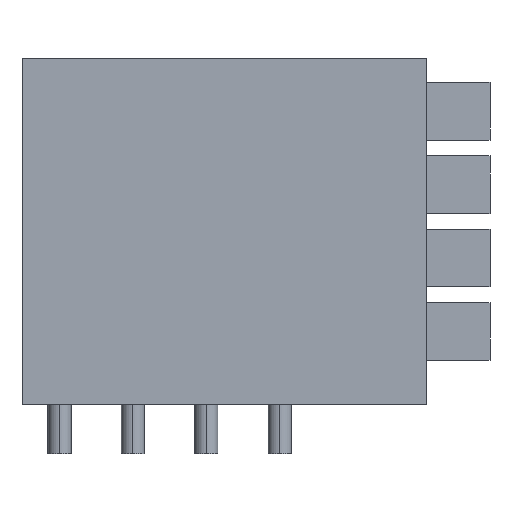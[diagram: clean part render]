
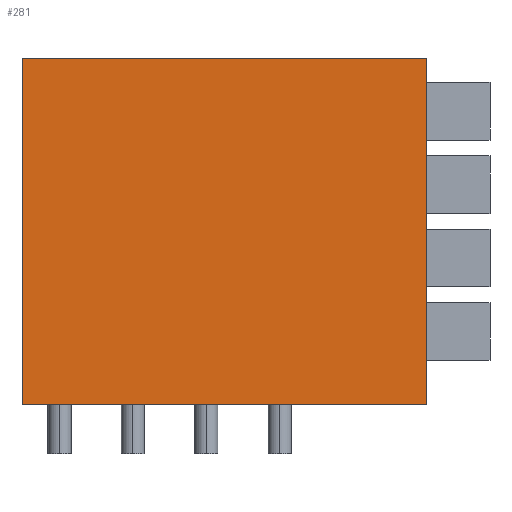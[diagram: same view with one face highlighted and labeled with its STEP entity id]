
A CAD part, left-side view. The second image highlights one B-rep face of the part: STEP entity #281.
In plain terms, the highlighted planar face has unit normal (-1, 0, 0).
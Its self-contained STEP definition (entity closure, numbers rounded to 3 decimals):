
#75 = VECTOR ( 'NONE', #1813, 1000. ) ;
#81 = VECTOR ( 'NONE', #525, 1000. ) ;
#107 = LINE ( 'NONE', #1839, #117 ) ;
#114 = LINE ( 'NONE', #1845, #75 ) ;
#117 = VECTOR ( 'NONE', #1822, 1000. ) ;
#278 = LINE ( 'NONE', #577, #358 ) ;
#281 = ADVANCED_FACE ( 'NONE', ( #2179 ), #1261, .F. ) ;
#358 = VECTOR ( 'NONE', #561, 1000. ) ;
#371 = LINE ( 'NONE', #556, #81 ) ;
#389 = EDGE_CURVE ( 'NONE', #1346, #1198, #278, .T. ) ;
#419 = EDGE_CURVE ( 'NONE', #1170, #1198, #114, .T. ) ;
#429 = EDGE_CURVE ( 'NONE', #1285, #1346, #107, .T. ) ;
#441 = EDGE_CURVE ( 'NONE', #1285, #1170, #371, .T. ) ;
#525 = DIRECTION ( 'NONE',  ( 0., -1., 0. ) ) ;
#556 = CARTESIAN_POINT ( 'NONE',  ( -2.54, -7., 12. ) ) ;
#561 = DIRECTION ( 'NONE',  ( 0., -1., 0. ) ) ;
#577 = CARTESIAN_POINT ( 'NONE',  ( -2.54, -7., 0. ) ) ;
#642 = AXIS2_PLACEMENT_3D ( 'NONE', #1270, #1263, #1239 ) ;
#942 = EDGE_LOOP ( 'NONE', ( #945, #952, #1088, #1112 ) ) ;
#945 = ORIENTED_EDGE ( 'NONE', *, *, #389, .T. ) ;
#952 = ORIENTED_EDGE ( 'NONE', *, *, #419, .F. ) ;
#1088 = ORIENTED_EDGE ( 'NONE', *, *, #441, .F. ) ;
#1112 = ORIENTED_EDGE ( 'NONE', *, *, #429, .T. ) ;
#1170 = VERTEX_POINT ( 'NONE', #1403 ) ;
#1198 = VERTEX_POINT ( 'NONE', #1385 ) ;
#1239 = DIRECTION ( 'NONE',  ( 0., 0., -1. ) ) ;
#1261 = PLANE ( 'NONE',  #642 ) ;
#1263 = DIRECTION ( 'NONE',  ( 1., 0., 0. ) ) ;
#1270 = CARTESIAN_POINT ( 'NONE',  ( -2.54, -7., 12. ) ) ;
#1285 = VERTEX_POINT ( 'NONE', #1396 ) ;
#1346 = VERTEX_POINT ( 'NONE', #1442 ) ;
#1385 = CARTESIAN_POINT ( 'NONE',  ( -2.54, -7., 0. ) ) ;
#1396 = CARTESIAN_POINT ( 'NONE',  ( -2.54, 7., 12. ) ) ;
#1403 = CARTESIAN_POINT ( 'NONE',  ( -2.54, -7., 12. ) ) ;
#1442 = CARTESIAN_POINT ( 'NONE',  ( -2.54, 7., 0. ) ) ;
#1813 = DIRECTION ( 'NONE',  ( 0., 0., -1. ) ) ;
#1822 = DIRECTION ( 'NONE',  ( 0., 0., -1. ) ) ;
#1839 = CARTESIAN_POINT ( 'NONE',  ( -2.54, 7., 12. ) ) ;
#1845 = CARTESIAN_POINT ( 'NONE',  ( -2.54, -7., 12. ) ) ;
#2179 = FACE_OUTER_BOUND ( 'NONE', #942, .T. ) ;
